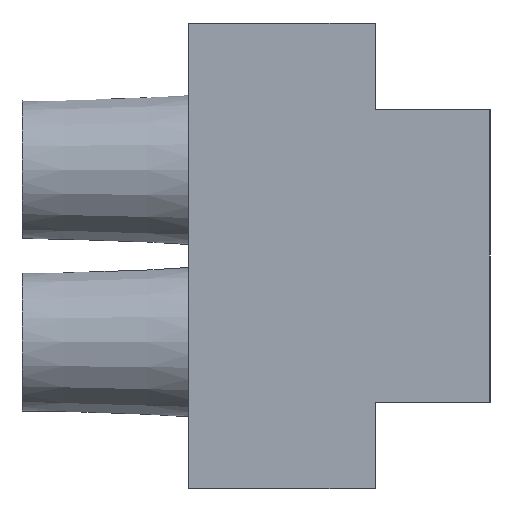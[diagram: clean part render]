
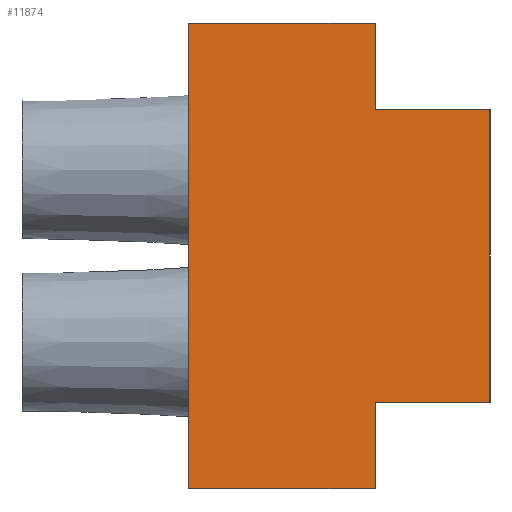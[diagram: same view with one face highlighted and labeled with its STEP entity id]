
A CAD part, left-side view. The second image highlights one B-rep face of the part: STEP entity #11874.
In plain terms, the highlighted planar face has unit normal (-1, 0, 0).
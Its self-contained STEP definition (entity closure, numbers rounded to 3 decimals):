
#6308=CARTESIAN_POINT('',(0.0,-4.0,13.2));
#6309=VERTEX_POINT('',#6308);
#6326=CARTESIAN_POINT('',(0.0,0.0,13.2));
#6327=VERTEX_POINT('',#6326);
#6334=CARTESIAN_POINT('',(0.0,0.0,13.2));
#6335=DIRECTION('',(0.0,-1.0,0.0));
#6336=VECTOR('',#6335,4.0);
#6337=LINE('',#6334,#6336);
#6338=EDGE_CURVE('',#6327,#6309,#6337,.T.);
#6379=CARTESIAN_POINT('',(0.,-4.0,3.0));
#6380=VERTEX_POINT('',#6379);
#6387=CARTESIAN_POINT('',(0.,0.0,3.0));
#6388=VERTEX_POINT('',#6387);
#6389=CARTESIAN_POINT('',(0.,0.0,3.0));
#6390=DIRECTION('',(0.0,-1.0,0.0));
#6391=VECTOR('',#6390,4.0);
#6392=LINE('',#6389,#6391);
#6393=EDGE_CURVE('',#6388,#6380,#6392,.T.);
#6411=CARTESIAN_POINT('',(0.,-4.0,3.));
#6412=DIRECTION('',(0.0,0.0,1.0));
#6413=VECTOR('',#6412,10.2);
#6414=LINE('',#6411,#6413);
#6415=EDGE_CURVE('',#6380,#6309,#6414,.T.);
#11391=CARTESIAN_POINT('',(0.0,0.0,0.0));
#11392=VERTEX_POINT('',#11391);
#11393=CARTESIAN_POINT('',(0.0,0.0,0.0));
#11394=DIRECTION('',(0.0,0.0,1.0));
#11395=VECTOR('',#11394,3.0);
#11396=LINE('',#11393,#11395);
#11397=EDGE_CURVE('',#11392,#6388,#11396,.T.);
#11417=CARTESIAN_POINT('',(0.0,0.0,16.2));
#11418=VERTEX_POINT('',#11417);
#11425=CARTESIAN_POINT('',(0.0,0.0,13.2));
#11426=DIRECTION('',(0.0,0.0,1.0));
#11427=VECTOR('',#11426,3.);
#11428=LINE('',#11425,#11427);
#11429=EDGE_CURVE('',#6327,#11418,#11428,.T.);
#11609=CARTESIAN_POINT('',(0.,6.5,0.0));
#11610=VERTEX_POINT('',#11609);
#11611=CARTESIAN_POINT('',(0.,6.5,0.0));
#11612=DIRECTION('',(0.0,-1.0,0.0));
#11613=VECTOR('',#11612,6.5);
#11614=LINE('',#11611,#11613);
#11615=EDGE_CURVE('',#11610,#11392,#11614,.T.);
#11690=CARTESIAN_POINT('',(0.,6.5,16.2));
#11691=VERTEX_POINT('',#11690);
#11692=CARTESIAN_POINT('',(0.,6.5,0.0));
#11693=DIRECTION('',(0.0,0.0,1.0));
#11694=VECTOR('',#11693,16.2);
#11695=LINE('',#11692,#11694);
#11696=EDGE_CURVE('',#11610,#11691,#11695,.T.);
#11854=CARTESIAN_POINT('',(0.0,0.0,0.0));
#11855=DIRECTION('',(-1.0,0.0,0.0));
#11856=DIRECTION('',(0.0,0.0,1.0));
#11857=AXIS2_PLACEMENT_3D('',#11854,#11855,#11856);
#11858=PLANE('',#11857);
#11859=CARTESIAN_POINT('',(0.,0.0,16.2));
#11860=DIRECTION('',(0.0,1.0,0.0));
#11861=VECTOR('',#11860,6.5);
#11862=LINE('',#11859,#11861);
#11863=EDGE_CURVE('',#11418,#11691,#11862,.T.);
#11864=ORIENTED_EDGE('',*,*,#11863,.T.);
#11865=ORIENTED_EDGE('',*,*,#11696,.F.);
#11866=ORIENTED_EDGE('',*,*,#11615,.T.);
#11867=ORIENTED_EDGE('',*,*,#11397,.T.);
#11868=ORIENTED_EDGE('',*,*,#6393,.T.);
#11869=ORIENTED_EDGE('',*,*,#6415,.T.);
#11870=ORIENTED_EDGE('',*,*,#6338,.F.);
#11871=ORIENTED_EDGE('',*,*,#11429,.T.);
#11872=EDGE_LOOP('',(#11864,#11865,#11866,#11867,#11868,#11869,#11870,#11871));
#11873=FACE_OUTER_BOUND('',#11872,.T.);
#11874=ADVANCED_FACE('',(#11873),#11858,.T.);
